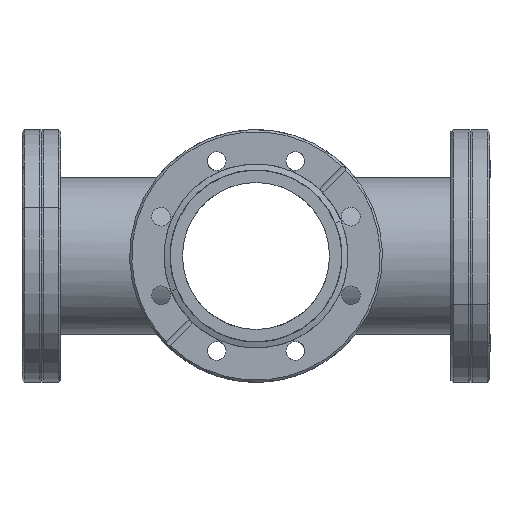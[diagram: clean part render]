
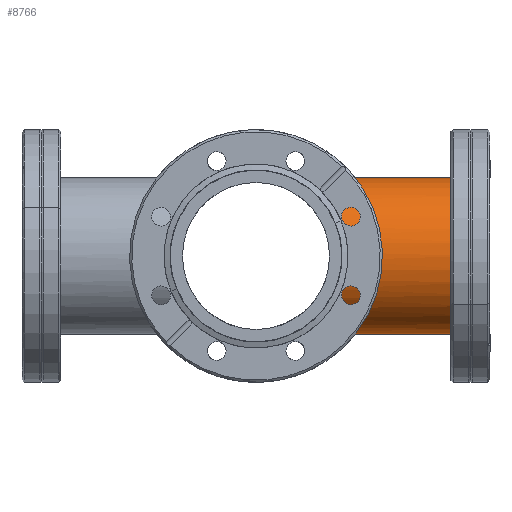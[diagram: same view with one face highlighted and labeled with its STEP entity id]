
A CAD part, front view. The second image highlights one B-rep face of the part: STEP entity #8766.
In plain terms, the highlighted cylindrical face has radius 35 mm (diameter 70 mm), a partial arc.
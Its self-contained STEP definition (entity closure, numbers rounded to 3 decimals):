
#437 = ORIENTED_EDGE ( 'NONE', *, *, #647, .F. ) ;
#647 = EDGE_CURVE ( 'NONE', #1557, #2407, #3454, .T. ) ;
#896 = CARTESIAN_POINT ( 'NONE',  ( 105., 0., -35. ) ) ;
#929 = CARTESIAN_POINT ( 'NONE',  ( 0., 0., 35. ) ) ;
#932 = EDGE_LOOP ( 'NONE', ( #3318, #3287, #2283, #437 ) ) ;
#941 = DIRECTION ( 'NONE',  ( -1., 0., 0. ) ) ;
#1044 = AXIS2_PLACEMENT_3D ( 'NONE', #8374, #2986, #2252 ) ;
#1147 = VECTOR ( 'NONE', #941, 1000. ) ;
#1557 = VERTEX_POINT ( 'NONE', #3973 ) ;
#1679 = LINE ( 'NONE', #2843, #9651 ) ;
#2009 = EDGE_CURVE ( 'NONE', #1557, #7937, #2479, .T. ) ;
#2207 = EDGE_CURVE ( 'NONE', #2407, #2569, #4772, .T. ) ;
#2252 = DIRECTION ( 'NONE',  ( 0., 0., -1. ) ) ;
#2283 = ORIENTED_EDGE ( 'NONE', *, *, #2207, .F. ) ;
#2407 = VERTEX_POINT ( 'NONE', #6905 ) ;
#2479 = CIRCLE ( 'NONE', #3592, 35. ) ;
#2569 = VERTEX_POINT ( 'NONE', #929 ) ;
#2843 = CARTESIAN_POINT ( 'NONE',  ( 105., 0., 35. ) ) ;
#2986 = DIRECTION ( 'NONE',  ( -1., 0., 0. ) ) ;
#3287 = ORIENTED_EDGE ( 'NONE', *, *, #7875, .T. ) ;
#3318 = ORIENTED_EDGE ( 'NONE', *, *, #2009, .T. ) ;
#3454 = LINE ( 'NONE', #896, #1147 ) ;
#3485 = DIRECTION ( 'NONE',  ( -1., 0., 0. ) ) ;
#3592 = AXIS2_PLACEMENT_3D ( 'NONE', #4274, #3485, #5906 ) ;
#3973 = CARTESIAN_POINT ( 'NONE',  ( 97.1, 0., -35. ) ) ;
#4274 = CARTESIAN_POINT ( 'NONE',  ( 97.1, 0., 0. ) ) ;
#4772 =( BOUNDED_CURVE ( )  B_SPLINE_CURVE ( 3, ( #7619, #9236, #7524, #7466 ),
 .UNSPECIFIED., .F., .F. ) 
 B_SPLINE_CURVE_WITH_KNOTS ( ( 4, 4 ),
 ( 1.571, 4.712 ),
 .UNSPECIFIED. ) 
 CURVE ( )  GEOMETRIC_REPRESENTATION_ITEM ( )  RATIONAL_B_SPLINE_CURVE ( ( 1., 0.333, 0.333, 1. ) ) 
 REPRESENTATION_ITEM ( '' )  );
#5906 = DIRECTION ( 'NONE',  ( 0., 0., 1. ) ) ;
#5930 = CYLINDRICAL_SURFACE ( 'NONE', #1044, 35. ) ;
#6036 = CARTESIAN_POINT ( 'NONE',  ( 97.1, 0., 35. ) ) ;
#6880 = FACE_OUTER_BOUND ( 'NONE', #932, .T. ) ;
#6905 = CARTESIAN_POINT ( 'NONE',  ( 0., 0., -35. ) ) ;
#7466 = CARTESIAN_POINT ( 'NONE',  ( 0., 0., 35. ) ) ;
#7524 = CARTESIAN_POINT ( 'NONE',  ( 70., -70., 35. ) ) ;
#7619 = CARTESIAN_POINT ( 'NONE',  ( 0., 0., -35. ) ) ;
#7875 = EDGE_CURVE ( 'NONE', #7937, #2569, #1679, .T. ) ;
#7937 = VERTEX_POINT ( 'NONE', #6036 ) ;
#8374 = CARTESIAN_POINT ( 'NONE',  ( 105., 0., 0. ) ) ;
#8766 = ADVANCED_FACE ( 'NONE', ( #6880 ), #5930, .T. ) ;
#9011 = DIRECTION ( 'NONE',  ( -1., 0., 0. ) ) ;
#9236 = CARTESIAN_POINT ( 'NONE',  ( 70., -70., -35. ) ) ;
#9651 = VECTOR ( 'NONE', #9011, 1000. ) ;
